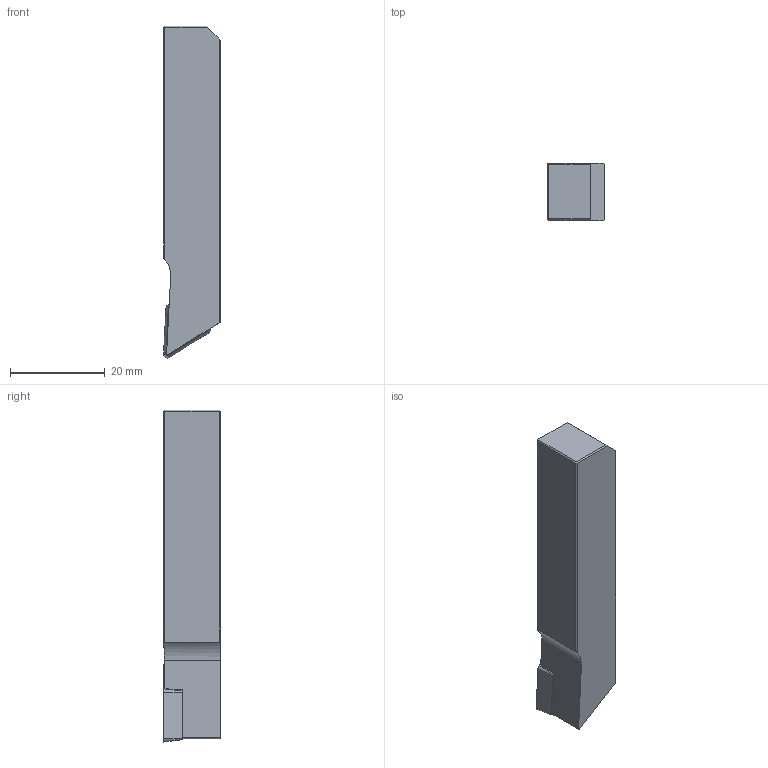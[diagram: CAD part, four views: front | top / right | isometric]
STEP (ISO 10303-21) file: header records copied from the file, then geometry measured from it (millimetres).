
FILE_DESCRIPTION(/* description */ (''),/* implementation_level */ '2;1');
FILE_NAME(/* name */ '1530619702363.stp',/* time_stamp */ '2018-07-03T14:08:28+02:00',/* author */ (''),/* organization */ ('SMS'),/* preprocessor_version */ 'ST-DEVELOPER v15',/* originating_system */ 'SIEMENS PLM Software NX 8.5',/* authorisation */ '');
FILE_SCHEMA (('AUTOMOTIVE_DESIGN { 1 0 10303 214 3 1 1 1 }'));
Length unit declared in the file: millimetre
Products named in the file (4): IsoTurningInsert; ASSEMBLY_CONSTRUCTION; 201652644mod000_00; 201652622mod000_00
Assembly tree (3 placements, depth 2):
  201652622mod000_00
    201652644mod000_00
    ASSEMBLY_CONSTRUCTION
    IsoTurningInsert
Bounding box: 12 x 12 x 70 mm (x, y, z)
Volume: 9125.4 mm3; surface area: 3746.6 mm2
Topology: 2 solids, 2 shells, 43 faces, 110 edges, 77 vertices
Faces by surface type: plane 31, cone 6, cylinder 4, torus 2
Full cylindrical faces by diameter (mm): 4.4 x1
Entity records: 1549 total; most frequent: CARTESIAN_POINT 331, DIRECTION 233, ORIENTED_EDGE 206, EDGE_CURVE 103, LINE 79, VECTOR 79, AXIS2_PLACEMENT_3D 77, VERTEX_POINT 68
